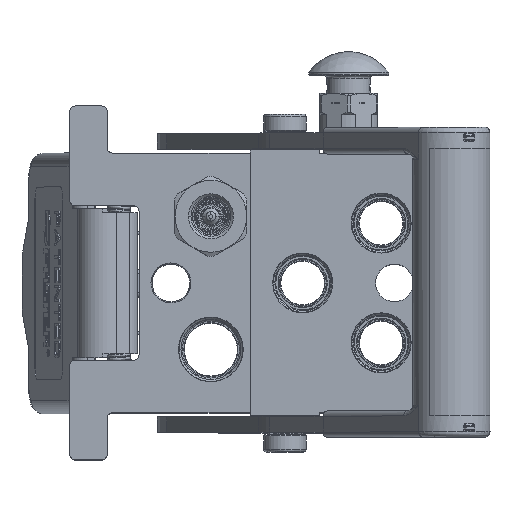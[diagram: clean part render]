
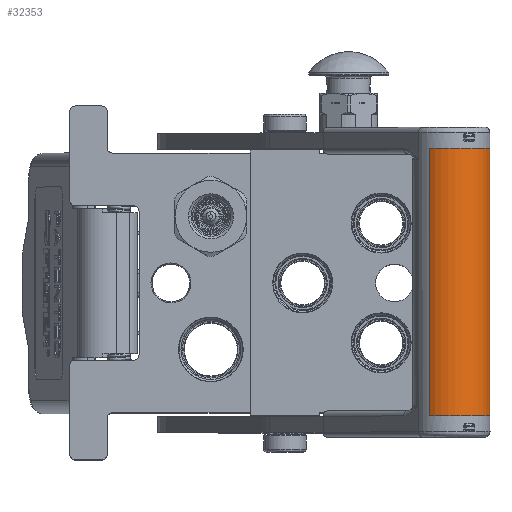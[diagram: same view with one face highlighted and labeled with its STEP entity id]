
A CAD part, top view. The second image highlights one B-rep face of the part: STEP entity #32353.
In plain terms, the highlighted cylindrical face has radius 14.5 mm (diameter 29 mm), a partial arc.
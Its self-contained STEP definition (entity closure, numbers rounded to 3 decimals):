
#1193 = EDGE_CURVE ( 'NONE', #12696, #29289, #98801, .T. ) ;
#5028 = VERTEX_POINT ( 'NONE', #86250 ) ;
#5924 = ORIENTED_EDGE ( 'NONE', *, *, #123360, .T. ) ;
#7488 = DIRECTION ( 'NONE',  ( 1., 0., 0. ) ) ;
#8670 = CYLINDRICAL_SURFACE ( 'NONE', #23894, 14.5 ) ;
#10669 = VECTOR ( 'NONE', #117107, 1000. ) ;
#12696 = VERTEX_POINT ( 'NONE', #67403 ) ;
#13724 = DIRECTION ( 'NONE',  ( -1., 0., 0. ) ) ;
#13851 = AXIS2_PLACEMENT_3D ( 'NONE', #73107, #83651, #82776 ) ;
#14173 = ORIENTED_EDGE ( 'NONE', *, *, #55156, .T. ) ;
#14926 = VERTEX_POINT ( 'NONE', #47301 ) ;
#15793 = CARTESIAN_POINT ( 'NONE',  ( -50., -7.576, -12.363 ) ) ;
#18837 = VERTEX_POINT ( 'NONE', #98487 ) ;
#21476 = CARTESIAN_POINT ( 'NONE',  ( -50., 0., 14.5 ) ) ;
#23894 = AXIS2_PLACEMENT_3D ( 'NONE', #41454, #63056, #31722 ) ;
#24365 = AXIS2_PLACEMENT_3D ( 'NONE', #84463, #25423, #95910 ) ;
#24455 = AXIS2_PLACEMENT_3D ( 'NONE', #54319, #13724, #114175 ) ;
#25423 = DIRECTION ( 'NONE',  ( 1., 0., 0. ) ) ;
#26625 = CARTESIAN_POINT ( 'NONE',  ( -50., 0., 14.5 ) ) ;
#26807 = CARTESIAN_POINT ( 'NONE',  ( -50., -7.576, -12.363 ) ) ;
#26944 = ORIENTED_EDGE ( 'NONE', *, *, #99019, .T. ) ;
#28847 = CIRCLE ( 'NONE', #13851, 14.5 ) ;
#29173 = LINE ( 'NONE', #21476, #111194 ) ;
#29289 = VERTEX_POINT ( 'NONE', #51388 ) ;
#31251 = ORIENTED_EDGE ( 'NONE', *, *, #1193, .T. ) ;
#31722 = DIRECTION ( 'NONE',  ( 0., 0., -1. ) ) ;
#32353 = ADVANCED_FACE ( 'NONE', ( #95343 ), #8670, .T. ) ;
#34635 = ORIENTED_EDGE ( 'NONE', *, *, #94849, .T. ) ;
#35618 = LINE ( 'NONE', #36188, #103393 ) ;
#36188 = CARTESIAN_POINT ( 'NONE',  ( -46., 0., -14.5 ) ) ;
#38939 = CIRCLE ( 'NONE', #24455, 14.5 ) ;
#40487 = EDGE_CURVE ( 'NONE', #113430, #12696, #70631, .T. ) ;
#41454 = CARTESIAN_POINT ( 'NONE',  ( -50., 0., 0. ) ) ;
#43299 = CARTESIAN_POINT ( 'NONE',  ( 50.5, 0., 14.5 ) ) ;
#46203 = EDGE_CURVE ( 'NONE', #87593, #113430, #71185, .T. ) ;
#47301 = CARTESIAN_POINT ( 'NONE',  ( 46.5, -7.576, -12.363 ) ) ;
#50519 = ORIENTED_EDGE ( 'NONE', *, *, #40487, .T. ) ;
#51388 = CARTESIAN_POINT ( 'NONE',  ( -46., 0., -14.5 ) ) ;
#53181 = VECTOR ( 'NONE', #111878, 1000. ) ;
#54319 = CARTESIAN_POINT ( 'NONE',  ( 50.5, 0., 0. ) ) ;
#55156 = EDGE_CURVE ( 'NONE', #29289, #5028, #35618, .T. ) ;
#57836 = ORIENTED_EDGE ( 'NONE', *, *, #94764, .T. ) ;
#59280 = AXIS2_PLACEMENT_3D ( 'NONE', #86317, #7488, #128225 ) ;
#62760 = ORIENTED_EDGE ( 'NONE', *, *, #74102, .F. ) ;
#63056 = DIRECTION ( 'NONE',  ( -1., 0., 0. ) ) ;
#66625 = CARTESIAN_POINT ( 'NONE',  ( 46.5, 0., 0. ) ) ;
#67403 = CARTESIAN_POINT ( 'NONE',  ( -46., -7.576, -12.363 ) ) ;
#70631 = LINE ( 'NONE', #26807, #10669 ) ;
#71185 = CIRCLE ( 'NONE', #24365, 14.5 ) ;
#72258 = CARTESIAN_POINT ( 'NONE',  ( 46.5, -7.576, -12.363 ) ) ;
#73107 = CARTESIAN_POINT ( 'NONE',  ( 46.5, 0., 0. ) ) ;
#74102 = EDGE_CURVE ( 'NONE', #87593, #94711, #29173, .T. ) ;
#75018 = DIRECTION ( 'NONE',  ( -1., 0., 0. ) ) ;
#75290 = LINE ( 'NONE', #72258, #53181 ) ;
#78431 = CIRCLE ( 'NONE', #124071, 14.5 ) ;
#82776 = DIRECTION ( 'NONE',  ( 0., 0., -1. ) ) ;
#83651 = DIRECTION ( 'NONE',  ( -1., 0., 0. ) ) ;
#84463 = CARTESIAN_POINT ( 'NONE',  ( -50., 0., 0. ) ) ;
#84482 = EDGE_LOOP ( 'NONE', ( #14173, #34635, #26944, #5924, #57836, #62760, #116398, #50519, #31251 ) ) ;
#86250 = CARTESIAN_POINT ( 'NONE',  ( 46.5, 0., -14.5 ) ) ;
#86317 = CARTESIAN_POINT ( 'NONE',  ( -46., 0., 0. ) ) ;
#86390 = DIRECTION ( 'NONE',  ( 0., 0., -1. ) ) ;
#87593 = VERTEX_POINT ( 'NONE', #26625 ) ;
#94711 = VERTEX_POINT ( 'NONE', #43299 ) ;
#94764 = EDGE_CURVE ( 'NONE', #18837, #94711, #38939, .T. ) ;
#94849 = EDGE_CURVE ( 'NONE', #5028, #118117, #78431, .T. ) ;
#95230 = DIRECTION ( 'NONE',  ( 1., 0., 0. ) ) ;
#95343 = FACE_OUTER_BOUND ( 'NONE', #84482, .T. ) ;
#95910 = DIRECTION ( 'NONE',  ( 0., 0., 1. ) ) ;
#98487 = CARTESIAN_POINT ( 'NONE',  ( 50.5, -7.576, -12.363 ) ) ;
#98801 = CIRCLE ( 'NONE', #59280, 14.5 ) ;
#99019 = EDGE_CURVE ( 'NONE', #118117, #14926, #28847, .T. ) ;
#101228 = DIRECTION ( 'NONE',  ( 1., 0., 0. ) ) ;
#103393 = VECTOR ( 'NONE', #95230, 1000. ) ;
#111194 = VECTOR ( 'NONE', #101228, 1000. ) ;
#111878 = DIRECTION ( 'NONE',  ( 1., 0., 0. ) ) ;
#113430 = VERTEX_POINT ( 'NONE', #15793 ) ;
#114175 = DIRECTION ( 'NONE',  ( 0., -0.522, -0.853 ) ) ;
#116398 = ORIENTED_EDGE ( 'NONE', *, *, #46203, .T. ) ;
#117107 = DIRECTION ( 'NONE',  ( 1., 0., 0. ) ) ;
#118117 = VERTEX_POINT ( 'NONE', #127662 ) ;
#123360 = EDGE_CURVE ( 'NONE', #14926, #18837, #75290, .T. ) ;
#124071 = AXIS2_PLACEMENT_3D ( 'NONE', #66625, #75018, #86390 ) ;
#127662 = CARTESIAN_POINT ( 'NONE',  ( 46.5, -7.111, -12.636 ) ) ;
#128225 = DIRECTION ( 'NONE',  ( 0., -0.522, -0.853 ) ) ;
